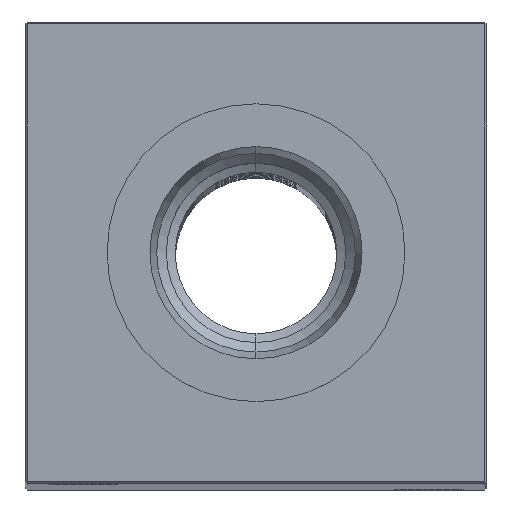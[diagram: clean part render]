
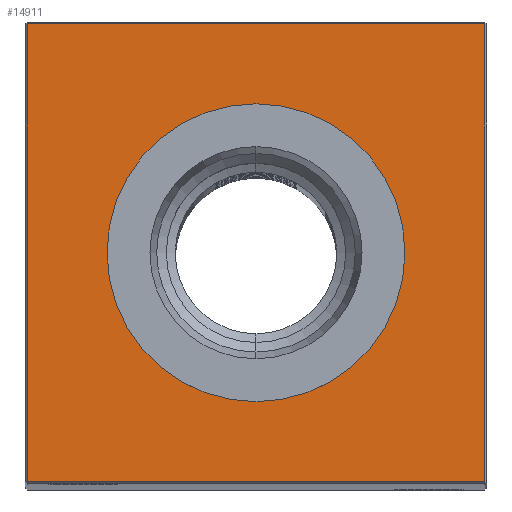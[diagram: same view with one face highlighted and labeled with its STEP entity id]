
A CAD part, top view. The second image highlights one B-rep face of the part: STEP entity #14911.
In plain terms, the highlighted planar face has unit normal (0, 0, 1).
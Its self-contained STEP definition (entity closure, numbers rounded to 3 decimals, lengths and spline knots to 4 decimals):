
#532 = FACE_BOUND ( 'NONE', #24168, .T. ) ;
#746 = EDGE_CURVE ( 'NONE', #27550, #29433, #17527, .T. ) ;
#1115 = DIRECTION ( 'NONE',  ( 0., 0., -1. ) ) ;
#2844 = DIRECTION ( 'NONE',  ( 0., -1., 0. ) ) ;
#3166 = VECTOR ( 'NONE', #23293, 39.3701 ) ;
#3410 = VERTEX_POINT ( 'NONE', #26937 ) ;
#3436 = ORIENTED_EDGE ( 'NONE', *, *, #12402, .T. ) ;
#4167 = ORIENTED_EDGE ( 'NONE', *, *, #746, .T. ) ;
#4189 = DIRECTION ( 'NONE',  ( -1., 0., 0. ) ) ;
#6159 = EDGE_CURVE ( 'NONE', #3410, #17483, #18364, .T. ) ;
#7161 = CARTESIAN_POINT ( 'NONE',  ( -1.24, -1.24, 20.5 ) ) ;
#8342 = AXIS2_PLACEMENT_3D ( 'NONE', #13535, #1115, #11084 ) ;
#9425 = CARTESIAN_POINT ( 'NONE',  ( 0., -0.8071, 20.5 ) ) ;
#9732 = DIRECTION ( 'NONE',  ( 1., 0., 0. ) ) ;
#11083 = AXIS2_PLACEMENT_3D ( 'NONE', #27982, #12456, #22916 ) ;
#11084 = DIRECTION ( 'NONE',  ( -1., 0., 0. ) ) ;
#11310 = VECTOR ( 'NONE', #31097, 39.3701 ) ;
#12004 = CARTESIAN_POINT ( 'NONE',  ( -1.24, 1.24, 20.5 ) ) ;
#12239 = AXIS2_PLACEMENT_3D ( 'NONE', #26565, #31766, #4189 ) ;
#12402 = EDGE_CURVE ( 'NONE', #22580, #3410, #24928, .T. ) ;
#12456 = DIRECTION ( 'NONE',  ( 0., 0., -1. ) ) ;
#13137 = CARTESIAN_POINT ( 'NONE',  ( -1.24, 0., 20.5 ) ) ;
#13513 = VECTOR ( 'NONE', #9732, 39.3701 ) ;
#13535 = CARTESIAN_POINT ( 'NONE',  ( 0., 0., 20.5 ) ) ;
#14780 = ORIENTED_EDGE ( 'NONE', *, *, #23262, .T. ) ;
#14911 = ADVANCED_FACE ( 'NONE', ( #23083, #532 ), #17839, .F. ) ;
#17483 = VERTEX_POINT ( 'NONE', #19801 ) ;
#17527 = CIRCLE ( 'NONE', #12239, 0.8071 ) ;
#17839 = PLANE ( 'NONE',  #11083 ) ;
#18364 = LINE ( 'NONE', #21144, #11310 ) ;
#19801 = CARTESIAN_POINT ( 'NONE',  ( 1.24, 1.24, 20.5 ) ) ;
#21144 = CARTESIAN_POINT ( 'NONE',  ( 1.24, 0., 20.5 ) ) ;
#22379 = CIRCLE ( 'NONE', #8342, 0.8071 ) ;
#22496 = ORIENTED_EDGE ( 'NONE', *, *, #6159, .T. ) ;
#22580 = VERTEX_POINT ( 'NONE', #7161 ) ;
#22916 = DIRECTION ( 'NONE',  ( -1., 0., 0. ) ) ;
#23083 = FACE_OUTER_BOUND ( 'NONE', #24024, .T. ) ;
#23102 = LINE ( 'NONE', #13137, #25117 ) ;
#23186 = VERTEX_POINT ( 'NONE', #12004 ) ;
#23262 = EDGE_CURVE ( 'NONE', #23186, #22580, #23102, .T. ) ;
#23293 = DIRECTION ( 'NONE',  ( -1., 0., 0. ) ) ;
#24024 = EDGE_LOOP ( 'NONE', ( #14780, #3436, #22496, #26496 ) ) ;
#24168 = EDGE_LOOP ( 'NONE', ( #4167, #28668 ) ) ;
#24928 = LINE ( 'NONE', #29508, #13513 ) ;
#25085 = CARTESIAN_POINT ( 'NONE',  ( 0., 0.8071, 20.5 ) ) ;
#25117 = VECTOR ( 'NONE', #2844, 39.3701 ) ;
#25580 = LINE ( 'NONE', #27538, #3166 ) ;
#26496 = ORIENTED_EDGE ( 'NONE', *, *, #28128, .T. ) ;
#26565 = CARTESIAN_POINT ( 'NONE',  ( 0., 0., 20.5 ) ) ;
#26937 = CARTESIAN_POINT ( 'NONE',  ( 1.24, -1.24, 20.5 ) ) ;
#27538 = CARTESIAN_POINT ( 'NONE',  ( 0., 1.24, 20.5 ) ) ;
#27550 = VERTEX_POINT ( 'NONE', #25085 ) ;
#27982 = CARTESIAN_POINT ( 'NONE',  ( 0., 0., 20.5 ) ) ;
#28128 = EDGE_CURVE ( 'NONE', #17483, #23186, #25580, .T. ) ;
#28668 = ORIENTED_EDGE ( 'NONE', *, *, #32148, .T. ) ;
#29433 = VERTEX_POINT ( 'NONE', #9425 ) ;
#29508 = CARTESIAN_POINT ( 'NONE',  ( 0., -1.24, 20.5 ) ) ;
#31097 = DIRECTION ( 'NONE',  ( 0., 1., 0. ) ) ;
#31766 = DIRECTION ( 'NONE',  ( 0., 0., -1. ) ) ;
#32148 = EDGE_CURVE ( 'NONE', #29433, #27550, #22379, .T. ) ;
